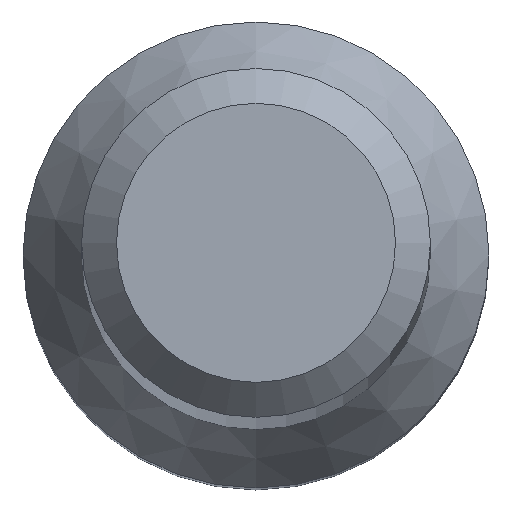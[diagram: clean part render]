
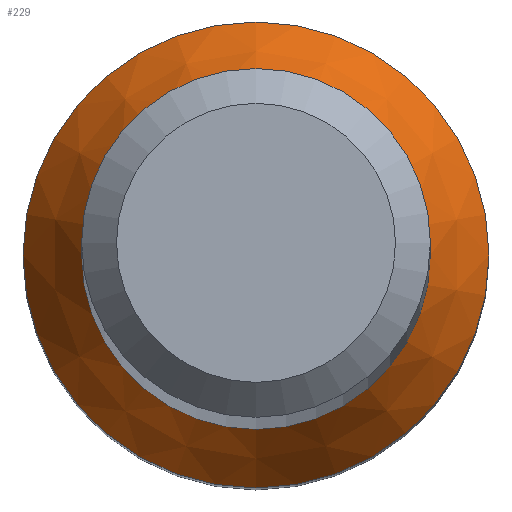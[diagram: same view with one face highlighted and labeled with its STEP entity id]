
A CAD part, top view. The second image highlights one B-rep face of the part: STEP entity #229.
In plain terms, the highlighted conical face has half-angle 30 degrees and reference radius 2.004 mm.
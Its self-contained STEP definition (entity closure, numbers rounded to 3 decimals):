
#10 = ORIENTED_EDGE ( 'NONE', *, *, #49, .F. ) ;
#12 = CARTESIAN_POINT ( 'NONE',  ( 0., 2.004, 10.21 ) ) ;
#16 = AXIS2_PLACEMENT_3D ( 'NONE', #174, #69, #124 ) ;
#24 = DIRECTION ( 'NONE',  ( 0., 1., 0. ) ) ;
#25 = EDGE_LOOP ( 'NONE', ( #10 ) ) ;
#27 = CARTESIAN_POINT ( 'NONE',  ( 0., 0., 11.083 ) ) ;
#28 = DIRECTION ( 'NONE',  ( 0., 1., 0. ) ) ;
#49 = EDGE_CURVE ( 'NONE', #103, #103, #74, .T. ) ;
#66 = DIRECTION ( 'NONE',  ( 0., 0., -1. ) ) ;
#69 = DIRECTION ( 'NONE',  ( 0., 0., -1. ) ) ;
#72 = FACE_BOUND ( 'NONE', #97, .T. ) ;
#74 = CIRCLE ( 'NONE', #102, 2.004 ) ;
#96 = ORIENTED_EDGE ( 'NONE', *, *, #168, .T. ) ;
#97 = EDGE_LOOP ( 'NONE', ( #96 ) ) ;
#102 = AXIS2_PLACEMENT_3D ( 'NONE', #210, #66, #24 ) ;
#103 = VERTEX_POINT ( 'NONE', #12 ) ;
#105 = FACE_OUTER_BOUND ( 'NONE', #25, .T. ) ;
#120 = CIRCLE ( 'NONE', #142, 1.5 ) ;
#121 = CONICAL_SURFACE ( 'NONE', #16, 2.004, 0.524 ) ;
#124 = DIRECTION ( 'NONE',  ( 0., 1., 0. ) ) ;
#142 = AXIS2_PLACEMENT_3D ( 'NONE', #27, #191, #28 ) ;
#143 = CARTESIAN_POINT ( 'NONE',  ( 0., 1.5, 11.083 ) ) ;
#168 = EDGE_CURVE ( 'NONE', #219, #219, #120, .T. ) ;
#174 = CARTESIAN_POINT ( 'NONE',  ( 0., 0., 10.21 ) ) ;
#191 = DIRECTION ( 'NONE',  ( 0., 0., -1. ) ) ;
#210 = CARTESIAN_POINT ( 'NONE',  ( 0., 0., 10.21 ) ) ;
#219 = VERTEX_POINT ( 'NONE', #143 ) ;
#229 = ADVANCED_FACE ( 'NONE', ( #72, #105 ), #121, .T. ) ;
